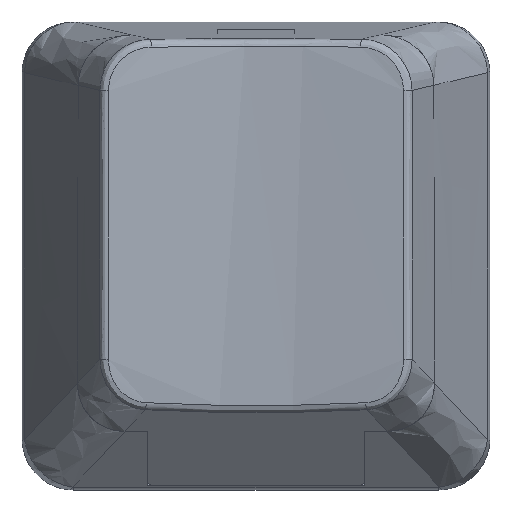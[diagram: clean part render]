
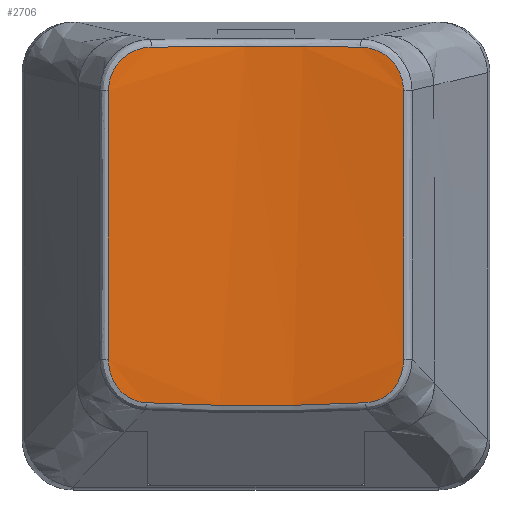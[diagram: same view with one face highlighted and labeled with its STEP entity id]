
A CAD part, top view. The second image highlights one B-rep face of the part: STEP entity #2706.
In plain terms, the highlighted free-form (B-spline) face has degree [1, 2] with [2, 3] control points.
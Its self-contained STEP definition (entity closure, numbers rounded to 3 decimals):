
#32=(
BOUNDED_SURFACE()
B_SPLINE_SURFACE(1,2,((#4381,#4382,#4383),(#4384,#4385,#4386)),
 .UNSPECIFIED.,.F.,.F.,.F.)
B_SPLINE_SURFACE_WITH_KNOTS((2,2),(3,3),(-0.36,0.061),
(-1.744,-1.397),.UNSPECIFIED.)
GEOMETRIC_REPRESENTATION_ITEM()
RATIONAL_B_SPLINE_SURFACE(((1.,0.985,1.),(1.,0.985,
1.)))
REPRESENTATION_ITEM('')
SURFACE()
);
#149=B_SPLINE_CURVE_WITH_KNOTS('',3,(#4137,#4138,#4139,#4140),
 .UNSPECIFIED.,.F.,.F.,(4,4),(0.,0.862),.UNSPECIFIED.);
#150=B_SPLINE_CURVE_WITH_KNOTS('',3,(#4168,#4169,#4170,#4171,#4172),
 .UNSPECIFIED.,.F.,.F.,(4,1,4),(0.,0.107,
0.249),.UNSPECIFIED.);
#151=B_SPLINE_CURVE_WITH_KNOTS('',3,(#4195,#4196,#4197,#4198),
 .UNSPECIFIED.,.F.,.F.,(4,4),(0.,1.044),
 .UNSPECIFIED.);
#153=B_SPLINE_CURVE_WITH_KNOTS('',3,(#4231,#4232,#4233,#4234,#4235),
 .UNSPECIFIED.,.F.,.F.,(4,1,4),(0.,0.114,
0.265),.UNSPECIFIED.);
#154=B_SPLINE_CURVE_WITH_KNOTS('',3,(#4258,#4259,#4260,#4261),
 .UNSPECIFIED.,.F.,.F.,(4,4),(0.,0.822),.UNSPECIFIED.);
#156=B_SPLINE_CURVE_WITH_KNOTS('',3,(#4294,#4295,#4296,#4297,#4298),
 .UNSPECIFIED.,.F.,.F.,(4,1,4),(0.,0.114,0.265),
 .UNSPECIFIED.);
#157=B_SPLINE_CURVE_WITH_KNOTS('',3,(#4321,#4322,#4323,#4324),
 .UNSPECIFIED.,.F.,.F.,(4,4),(0.,1.044),.UNSPECIFIED.);
#158=B_SPLINE_CURVE_WITH_KNOTS('',3,(#4355,#4356,#4357,#4358,#4359,#4360),
 .UNSPECIFIED.,.F.,.F.,(4,1,1,4),(0.,0.107,0.178,
0.249),.UNSPECIFIED.);
#402=FACE_OUTER_BOUND('',#567,.T.);
#567=EDGE_LOOP('',(#1981,#1982,#1983,#1984,#1985,#1986,#1987,#1988));
#1166=VERTEX_POINT('',#4133);
#1167=VERTEX_POINT('',#4135);
#1168=VERTEX_POINT('',#4166);
#1169=VERTEX_POINT('',#4193);
#1170=VERTEX_POINT('',#4224);
#1171=VERTEX_POINT('',#4256);
#1172=VERTEX_POINT('',#4287);
#1173=VERTEX_POINT('',#4319);
#1462=EDGE_CURVE('',#1167,#1166,#149,.T.);
#1464=EDGE_CURVE('',#1166,#1168,#150,.T.);
#1466=EDGE_CURVE('',#1168,#1169,#151,.T.);
#1469=EDGE_CURVE('',#1169,#1170,#153,.T.);
#1471=EDGE_CURVE('',#1170,#1171,#154,.T.);
#1474=EDGE_CURVE('',#1171,#1172,#156,.T.);
#1476=EDGE_CURVE('',#1172,#1173,#157,.T.);
#1477=EDGE_CURVE('',#1173,#1167,#158,.T.);
#1981=ORIENTED_EDGE('',*,*,#1462,.F.);
#1982=ORIENTED_EDGE('',*,*,#1477,.F.);
#1983=ORIENTED_EDGE('',*,*,#1476,.F.);
#1984=ORIENTED_EDGE('',*,*,#1474,.F.);
#1985=ORIENTED_EDGE('',*,*,#1471,.F.);
#1986=ORIENTED_EDGE('',*,*,#1469,.F.);
#1987=ORIENTED_EDGE('',*,*,#1466,.F.);
#1988=ORIENTED_EDGE('',*,*,#1464,.F.);
#2706=ADVANCED_FACE('',(#402),#32,.T.);
#4133=CARTESIAN_POINT('',(-4.259,-5.71,7.876));
#4135=CARTESIAN_POINT('',(4.259,-5.71,7.876));
#4137=CARTESIAN_POINT('Ctrl Pts',(4.259,-5.71,7.876));
#4138=CARTESIAN_POINT('Ctrl Pts',(1.438,-5.859,7.509));
#4139=CARTESIAN_POINT('Ctrl Pts',(-1.438,-5.859,7.509));
#4140=CARTESIAN_POINT('Ctrl Pts',(-4.259,-5.71,7.876));
#4166=CARTESIAN_POINT('',(-5.726,-4.029,8.128));
#4168=CARTESIAN_POINT('Ctrl Pts',(-4.259,-5.71,7.876));
#4169=CARTESIAN_POINT('Ctrl Pts',(-4.608,-5.691,7.922));
#4170=CARTESIAN_POINT('Ctrl Pts',(-5.407,-5.345,8.047));
#4171=CARTESIAN_POINT('Ctrl Pts',(-5.726,-4.504,8.12));
#4172=CARTESIAN_POINT('Ctrl Pts',(-5.726,-4.029,8.128));
#4193=CARTESIAN_POINT('',(-5.724,6.408,8.31));
#4195=CARTESIAN_POINT('Ctrl Pts',(-5.726,-4.029,8.128));
#4196=CARTESIAN_POINT('Ctrl Pts',(-5.725,-0.55,
8.189));
#4197=CARTESIAN_POINT('Ctrl Pts',(-5.724,2.929,8.25));
#4198=CARTESIAN_POINT('Ctrl Pts',(-5.724,6.408,8.31));
#4224=CARTESIAN_POINT('',(-4.062,8.092,8.092));
#4231=CARTESIAN_POINT('Ctrl Pts',(-5.724,6.408,8.31));
#4232=CARTESIAN_POINT('Ctrl Pts',(-5.723,6.787,8.317));
#4233=CARTESIAN_POINT('Ctrl Pts',(-5.418,7.673,8.276));
#4234=CARTESIAN_POINT('Ctrl Pts',(-4.558,8.087,8.153));
#4235=CARTESIAN_POINT('Ctrl Pts',(-4.062,8.092,8.092));
#4256=CARTESIAN_POINT('',(4.062,8.092,8.092));
#4258=CARTESIAN_POINT('Ctrl Pts',(-4.062,8.092,8.092));
#4259=CARTESIAN_POINT('Ctrl Pts',(-1.368,8.121,7.761));
#4260=CARTESIAN_POINT('Ctrl Pts',(1.368,8.121,7.761));
#4261=CARTESIAN_POINT('Ctrl Pts',(4.062,8.092,8.092));
#4287=CARTESIAN_POINT('',(5.724,6.408,8.31));
#4294=CARTESIAN_POINT('Ctrl Pts',(4.062,8.092,8.092));
#4295=CARTESIAN_POINT('Ctrl Pts',(4.434,8.088,8.138));
#4296=CARTESIAN_POINT('Ctrl Pts',(5.304,7.787,8.258));
#4297=CARTESIAN_POINT('Ctrl Pts',(5.723,6.913,8.319));
#4298=CARTESIAN_POINT('Ctrl Pts',(5.724,6.408,8.31));
#4319=CARTESIAN_POINT('',(5.726,-4.029,8.128));
#4321=CARTESIAN_POINT('Ctrl Pts',(5.724,6.408,8.31));
#4322=CARTESIAN_POINT('Ctrl Pts',(5.724,2.929,8.25));
#4323=CARTESIAN_POINT('Ctrl Pts',(5.725,-0.55,8.189));
#4324=CARTESIAN_POINT('Ctrl Pts',(5.726,-4.029,8.128));
#4355=CARTESIAN_POINT('Ctrl Pts',(5.726,-4.029,8.128));
#4356=CARTESIAN_POINT('Ctrl Pts',(5.726,-4.385,8.122));
#4357=CARTESIAN_POINT('Ctrl Pts',(5.561,-4.982,8.082));
#4358=CARTESIAN_POINT('Ctrl Pts',(4.952,-5.564,7.974));
#4359=CARTESIAN_POINT('Ctrl Pts',(4.492,-5.697,7.906));
#4360=CARTESIAN_POINT('Ctrl Pts',(4.259,-5.71,7.876));
#4381=CARTESIAN_POINT('Ctrl Pts',(5.726,-5.839,8.097));
#4382=CARTESIAN_POINT('Ctrl Pts',(0.,-5.822,
7.095));
#4383=CARTESIAN_POINT('Ctrl Pts',(-5.726,-5.839,8.097));
#4384=CARTESIAN_POINT('Ctrl Pts',(5.726,8.111,8.34));
#4385=CARTESIAN_POINT('Ctrl Pts',(0.,8.129,
7.339));
#4386=CARTESIAN_POINT('Ctrl Pts',(-5.726,8.111,8.34));
